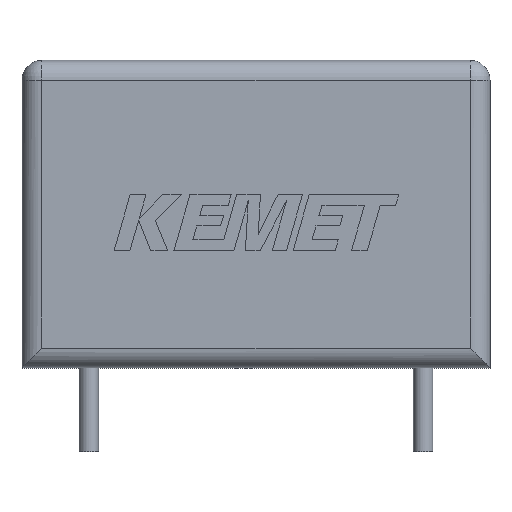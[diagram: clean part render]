
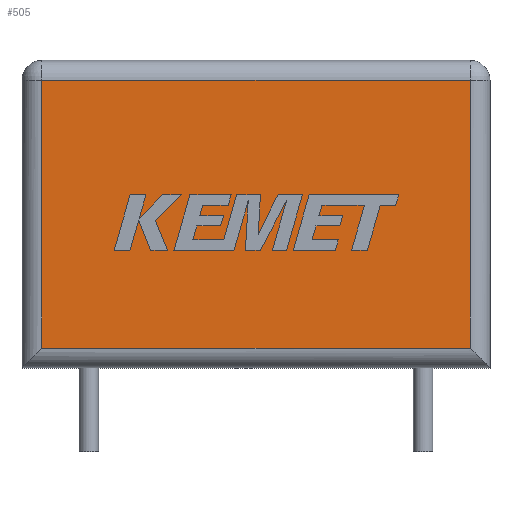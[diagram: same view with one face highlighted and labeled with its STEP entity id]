
A CAD part, top view. The second image highlights one B-rep face of the part: STEP entity #505.
In plain terms, the highlighted planar face has unit normal (0, 0, 1).
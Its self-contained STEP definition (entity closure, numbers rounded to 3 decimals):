
#4 = LINE ( 'NONE', #2438, #42 ) ;
#42 = VECTOR ( 'NONE', #2759, 1000. ) ;
#110 = VECTOR ( 'NONE', #517, 1000. ) ;
#172 = CARTESIAN_POINT ( 'NONE',  ( -0.75, 0.75, 5.08 ) ) ;
#194 = FACE_OUTER_BOUND ( 'NONE', #1370, .T. ) ;
#209 = ORIENTED_EDGE ( 'NONE', *, *, #2166, .T. ) ;
#374 = CARTESIAN_POINT ( 'NONE',  ( -0.75, 10.93, 5.08 ) ) ;
#505 = ADVANCED_FACE ( 'NONE', ( #194 ), #805, .F. ) ;
#517 = DIRECTION ( 'NONE',  ( 0., 1., 0. ) ) ;
#732 = VERTEX_POINT ( 'NONE', #374 ) ;
#805 = PLANE ( 'NONE',  #3525 ) ;
#871 = EDGE_CURVE ( 'NONE', #2531, #2008, #4, .T. ) ;
#1018 = CARTESIAN_POINT ( 'NONE',  ( -17.03, 10.93, 5.08 ) ) ;
#1043 = CARTESIAN_POINT ( 'NONE',  ( -0.75, 0., 5.08 ) ) ;
#1291 = VECTOR ( 'NONE', #1937, 1000. ) ;
#1370 = EDGE_LOOP ( 'NONE', ( #1688, #209, #2341, #3601 ) ) ;
#1538 = VERTEX_POINT ( 'NONE', #172 ) ;
#1688 = ORIENTED_EDGE ( 'NONE', *, *, #871, .T. ) ;
#1937 = DIRECTION ( 'NONE',  ( -1., 0., 0. ) ) ;
#2008 = VERTEX_POINT ( 'NONE', #3034 ) ;
#2163 = VECTOR ( 'NONE', #2952, 1000. ) ;
#2166 = EDGE_CURVE ( 'NONE', #2008, #1538, #3392, .T. ) ;
#2280 = LINE ( 'NONE', #3095, #1291 ) ;
#2301 = LINE ( 'NONE', #1043, #110 ) ;
#2341 = ORIENTED_EDGE ( 'NONE', *, *, #3151, .T. ) ;
#2438 = CARTESIAN_POINT ( 'NONE',  ( -17.03, 0., 5.08 ) ) ;
#2465 = DIRECTION ( 'NONE',  ( 0., 0., -1. ) ) ;
#2531 = VERTEX_POINT ( 'NONE', #1018 ) ;
#2635 = CARTESIAN_POINT ( 'NONE',  ( 0., 0.75, 5.08 ) ) ;
#2759 = DIRECTION ( 'NONE',  ( 0., -1., 0. ) ) ;
#2807 = DIRECTION ( 'NONE',  ( -1., 0., 0. ) ) ;
#2952 = DIRECTION ( 'NONE',  ( 1., 0., 0. ) ) ;
#3034 = CARTESIAN_POINT ( 'NONE',  ( -17.03, 0.75, 5.08 ) ) ;
#3095 = CARTESIAN_POINT ( 'NONE',  ( 0., 10.93, 5.08 ) ) ;
#3151 = EDGE_CURVE ( 'NONE', #1538, #732, #2301, .T. ) ;
#3391 = CARTESIAN_POINT ( 'NONE',  ( 0., 0., 5.08 ) ) ;
#3392 = LINE ( 'NONE', #2635, #2163 ) ;
#3525 = AXIS2_PLACEMENT_3D ( 'NONE', #3391, #2465, #2807 ) ;
#3601 = ORIENTED_EDGE ( 'NONE', *, *, #3670, .T. ) ;
#3670 = EDGE_CURVE ( 'NONE', #732, #2531, #2280, .T. ) ;
